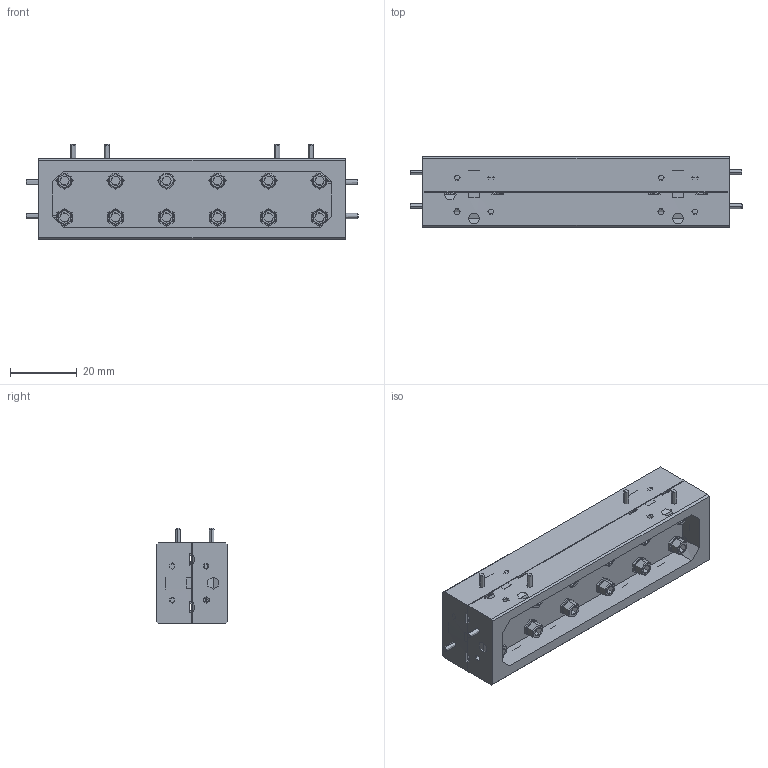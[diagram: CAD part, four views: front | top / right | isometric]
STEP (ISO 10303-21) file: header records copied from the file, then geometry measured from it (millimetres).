
FILE_DESCRIPTION (( 'STEP AP203' ), '1' );
FILE_NAME ('SWD-0340H-12-BB, CTRLD.STEP', '2017-09-27T21:11:02', ( '' ), ( '' ), 'SwSTEP 2.0', 'SolidWorks 2013', '' );
FILE_SCHEMA (( 'CONFIG_CONTROL_DESIGN' ));
Products named in the file (1): SWD-0340H-12-BB, CTRLD
Bounding box: 99.19 x 21.06 x 28.38 mm (x, y, z)
Topology: 0 solids, 80 shells, 910 faces, 2542 edges, 1673 vertices
Faces by surface type: cylinder 438, plane 232, cone 228, bspline 12
Full cylindrical faces by diameter (mm): 2.02 x18, 2.845 x1, 5.334 x4
Entity records: 52421 total; most frequent: CARTESIAN_POINT 31508, ORIENTED_EDGE 4658, DIRECTION 3539, EDGE_CURVE 2601, VERTEX_POINT 1715, AXIS2_PLACEMENT_3D 1332, EDGE_LOOP 1056, FACE_OUTER_BOUND 915
